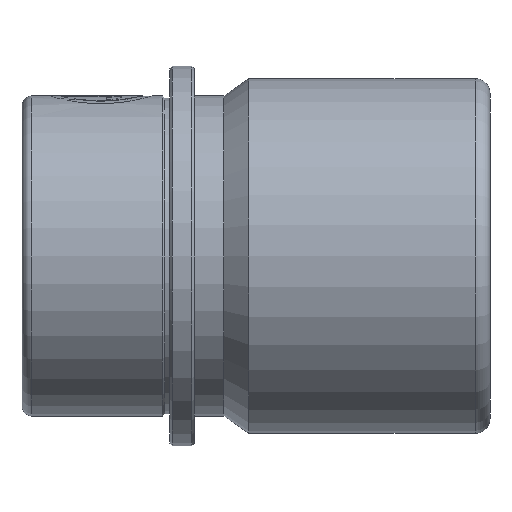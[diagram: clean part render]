
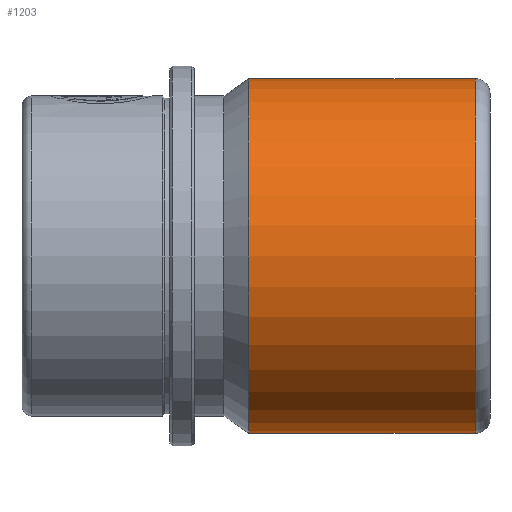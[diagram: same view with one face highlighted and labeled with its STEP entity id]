
A CAD part, left-side view. The second image highlights one B-rep face of the part: STEP entity #1203.
In plain terms, the highlighted cylindrical face has radius 36 mm (diameter 72 mm), a partial arc.
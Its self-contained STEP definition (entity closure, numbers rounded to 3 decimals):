
#25 = DIRECTION ( 'NONE',  ( 0., 0., -1. ) ) ;
#26 = VERTEX_POINT ( 'NONE', #3075 ) ;
#30 = ORIENTED_EDGE ( 'NONE', *, *, #3125, .F. ) ;
#82 = CIRCLE ( 'NONE', #2693, 36. ) ;
#163 = VERTEX_POINT ( 'NONE', #1096 ) ;
#239 = DIRECTION ( 'NONE',  ( 0., -1., 0. ) ) ;
#248 = CARTESIAN_POINT ( 'NONE',  ( -4., -65.308, 0. ) ) ;
#273 = DIRECTION ( 'NONE',  ( 0., -1., 0. ) ) ;
#296 = DIRECTION ( 'NONE',  ( 0., -1., 0. ) ) ;
#366 = ORIENTED_EDGE ( 'NONE', *, *, #666, .T. ) ;
#503 = DIRECTION ( 'NONE',  ( 0., 0., -1. ) ) ;
#660 = CARTESIAN_POINT ( 'NONE',  ( -4., -19.306, 36. ) ) ;
#666 = EDGE_CURVE ( 'NONE', #2380, #1552, #82, .T. ) ;
#716 = DIRECTION ( 'NONE',  ( 0., -1., 0. ) ) ;
#719 = ORIENTED_EDGE ( 'NONE', *, *, #1002, .F. ) ;
#863 = AXIS2_PLACEMENT_3D ( 'NONE', #248, #716, #503 ) ;
#1002 = EDGE_CURVE ( 'NONE', #2380, #163, #1618, .T. ) ;
#1037 = FACE_OUTER_BOUND ( 'NONE', #3106, .T. ) ;
#1096 = CARTESIAN_POINT ( 'NONE',  ( -4., -65.308, 36. ) ) ;
#1203 = ADVANCED_FACE ( 'NONE', ( #1037 ), #1812, .T. ) ;
#1504 = CARTESIAN_POINT ( 'NONE',  ( -4., -19.306, 0. ) ) ;
#1552 = VERTEX_POINT ( 'NONE', #2220 ) ;
#1618 = LINE ( 'NONE', #1722, #2405 ) ;
#1722 = CARTESIAN_POINT ( 'NONE',  ( -4., 0., 36. ) ) ;
#1752 = DIRECTION ( 'NONE',  ( 0., 0., -1. ) ) ;
#1767 = CARTESIAN_POINT ( 'NONE',  ( -4., 0., -36. ) ) ;
#1770 = EDGE_CURVE ( 'NONE', #1552, #26, #2983, .T. ) ;
#1783 = CARTESIAN_POINT ( 'NONE',  ( -4., 0., 0. ) ) ;
#1812 = CYLINDRICAL_SURFACE ( 'NONE', #1925, 36. ) ;
#1925 = AXIS2_PLACEMENT_3D ( 'NONE', #1783, #296, #1752 ) ;
#1951 = ORIENTED_EDGE ( 'NONE', *, *, #1770, .T. ) ;
#2220 = CARTESIAN_POINT ( 'NONE',  ( -4., -19.306, -36. ) ) ;
#2318 = VECTOR ( 'NONE', #273, 1000. ) ;
#2380 = VERTEX_POINT ( 'NONE', #660 ) ;
#2405 = VECTOR ( 'NONE', #2433, 1000. ) ;
#2433 = DIRECTION ( 'NONE',  ( 0., -1., 0. ) ) ;
#2693 = AXIS2_PLACEMENT_3D ( 'NONE', #1504, #239, #25 ) ;
#2757 = CIRCLE ( 'NONE', #863, 36. ) ;
#2983 = LINE ( 'NONE', #1767, #2318 ) ;
#3075 = CARTESIAN_POINT ( 'NONE',  ( -4., -65.308, -36. ) ) ;
#3106 = EDGE_LOOP ( 'NONE', ( #719, #366, #1951, #30 ) ) ;
#3125 = EDGE_CURVE ( 'NONE', #163, #26, #2757, .T. ) ;
